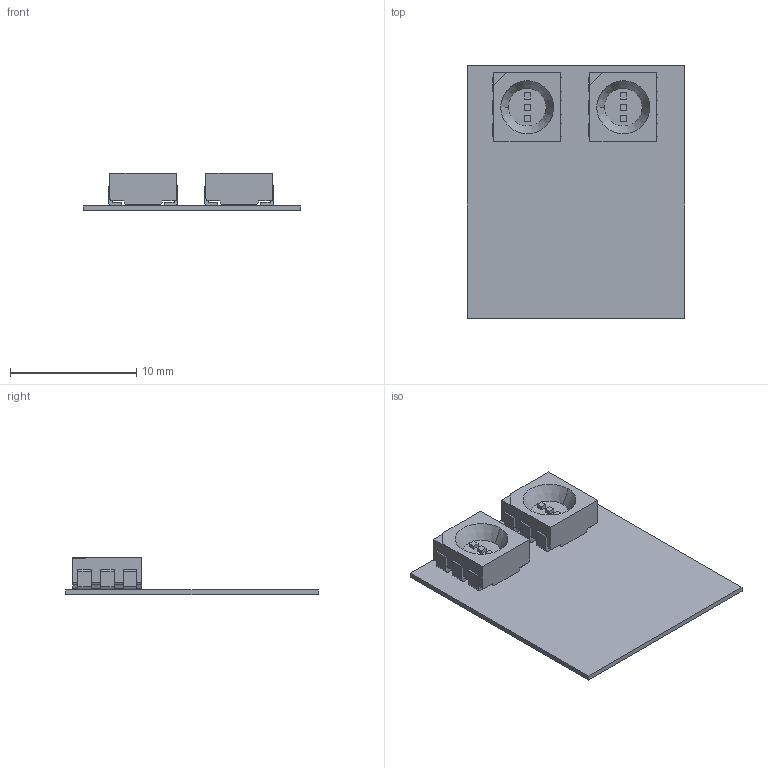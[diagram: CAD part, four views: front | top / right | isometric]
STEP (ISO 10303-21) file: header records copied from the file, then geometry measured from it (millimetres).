
FILE_DESCRIPTION(('Open CASCADE Model'),'2;1');
FILE_NAME('Open CASCADE Shape Model','2012-05-31T15:51:43',('Author'),( 'Open CASCADE'),'Open CASCADE STEP processor 6.2','Open CASCADE 6.2' ,'Unknown');
FILE_SCHEMA(('AUTOMOTIVE_DESIGN { 1 0 10303 214 1 1 1 1 }'));
Length unit declared in the file: millimetre
Products named in the file (5): PCB; Board; D1; User_Library-Cree_PLCC6_LED_model; D2
Assembly tree (5 placements, depth 3):
  PCB
    Board
    D1
      User_Library-Cree_PLCC6_LED_model
    D2
      User_Library-Cree_PLCC6_LED_model
Bounding box: 17.25 x 20 x 2.98 mm (x, y, z)
Volume: 257.5 mm3; surface area: 1043.8 mm2
Topology: 21 solids, 21 shells, 196 faces, 456 edges, 304 vertices
Faces by surface type: plane 164, cylinder 28, cone 4
Entity records: 6854 total; most frequent: CARTESIAN_POINT 1248, DIRECTION 882, LINE 574, VECTOR 574, ORIENTED_EDGE 468, PCURVE 468, DEFINITIONAL_REPRESENTATION 468, EDGE_CURVE 234
